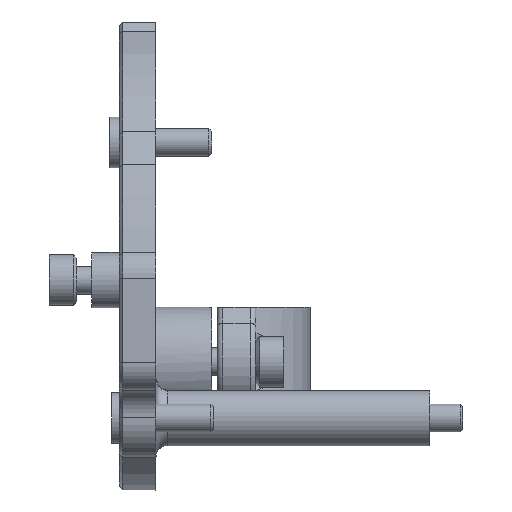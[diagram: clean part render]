
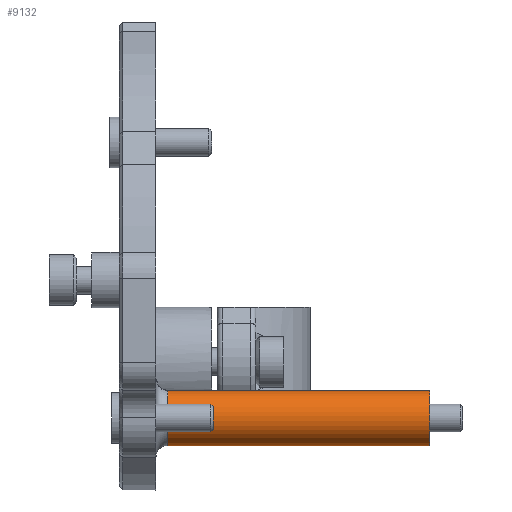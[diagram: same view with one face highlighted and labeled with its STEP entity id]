
A CAD part, left-side view. The second image highlights one B-rep face of the part: STEP entity #9132.
In plain terms, the highlighted cylindrical face has radius 3 mm (diameter 6 mm), a partial arc.
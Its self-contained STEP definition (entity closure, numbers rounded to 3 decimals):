
#662=CYLINDRICAL_SURFACE('',#10111,3.);
#1282=FACE_OUTER_BOUND('',#1859,.T.);
#1859=EDGE_LOOP('',(#7821,#7822,#7823,#7824));
#2223=LINE('',#19864,#2829);
#2225=LINE('',#19900,#2831);
#2829=VECTOR('',#11366,10.);
#2831=VECTOR('',#11380,10.);
#3450=CIRCLE('',#9785,3.);
#3458=CIRCLE('',#9801,3.);
#4126=VERTEX_POINT('',#19737);
#4128=VERTEX_POINT('',#19742);
#4138=VERTEX_POINT('',#19863);
#4141=VERTEX_POINT('',#19876);
#5153=EDGE_CURVE('',#4128,#4126,#3450,.T.);
#5170=EDGE_CURVE('',#4126,#4138,#2223,.T.);
#5175=EDGE_CURVE('',#4138,#4141,#3458,.T.);
#5178=EDGE_CURVE('',#4141,#4128,#2225,.T.);
#7821=ORIENTED_EDGE('',*,*,#5153,.F.);
#7822=ORIENTED_EDGE('',*,*,#5178,.F.);
#7823=ORIENTED_EDGE('',*,*,#5175,.F.);
#7824=ORIENTED_EDGE('',*,*,#5170,.F.);
#9132=ADVANCED_FACE('',(#1282),#662,.T.);
#9785=AXIS2_PLACEMENT_3D('',#19744,#11338,#11339);
#9801=AXIS2_PLACEMENT_3D('',#19877,#11376,#11377);
#10111=AXIS2_PLACEMENT_3D('',#20737,#12234,#12235);
#11338=DIRECTION('center_axis',(0.,1.,0.));
#11339=DIRECTION('ref_axis',(-0.707,0.,-0.707));
#11366=DIRECTION('',(0.,-1.,0.));
#11376=DIRECTION('center_axis',(0.,-1.,
0.));
#11377=DIRECTION('ref_axis',(0.,0.,-1.));
#11380=DIRECTION('',(0.,1.,0.));
#12234=DIRECTION('center_axis',(0.,-1.,0.));
#12235=DIRECTION('ref_axis',(-1.,0.,0.));
#19737=CARTESIAN_POINT('',(37.128,36.701,-74.249));
#19742=CARTESIAN_POINT('',(40.528,36.701,-77.649));
#19744=CARTESIAN_POINT('Origin',(37.559,36.701,-77.218));
#19863=CARTESIAN_POINT('',(37.128,8.33,-74.249));
#19864=CARTESIAN_POINT('',(37.128,36.701,-74.249));
#19876=CARTESIAN_POINT('',(40.528,8.33,-77.649));
#19877=CARTESIAN_POINT('Origin',(37.559,8.33,-77.218));
#19900=CARTESIAN_POINT('',(40.528,8.33,-77.649));
#20737=CARTESIAN_POINT('Origin',(37.559,41.925,-77.218));
